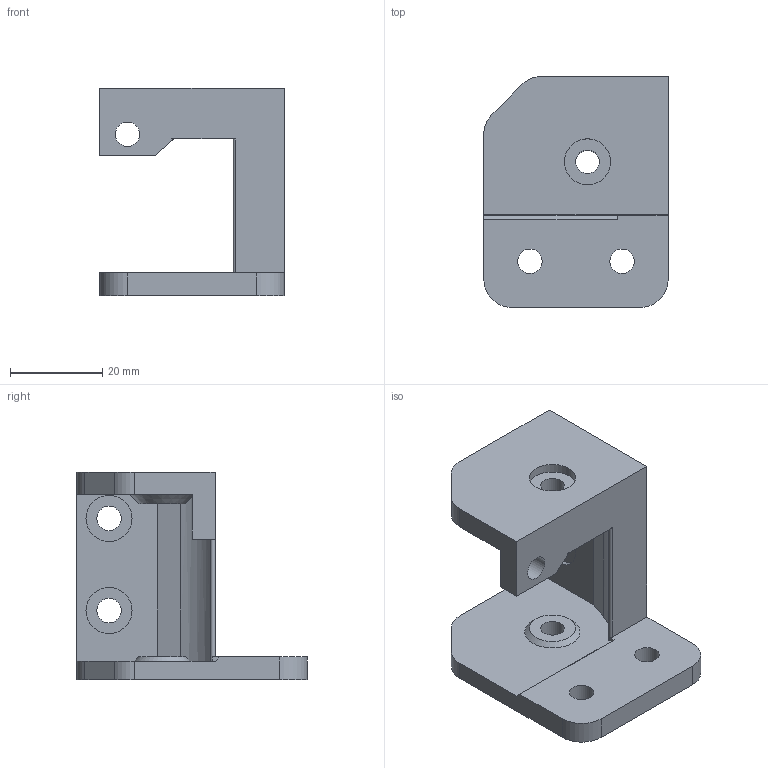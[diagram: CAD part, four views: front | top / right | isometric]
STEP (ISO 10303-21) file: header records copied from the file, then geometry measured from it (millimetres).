
FILE_DESCRIPTION(/* description */ ('STEP AP214'),/* implementation_level */ '2;1');
FILE_NAME(/* name */ '603d0c57ff1694168bfd4390',/* time_stamp */ '2021-03-01T15:46:32+00:00',/* author */ (''),/* organization */ (''),/* preprocessor_version */ 'ST-DEVELOPER v18.1',/* originating_system */ ' ',/* authorisation */ ' ');
FILE_SCHEMA (('AUTOMOTIVE_DESIGN {1 0 10303 214 3 1 1}'));
Length unit declared in the file: metre
Products named in the file (1): corner_left
Bounding box: 40 x 50 x 45 mm (x, y, z)
Volume: 19982.9 mm3; surface area: 10913.2 mm2
Topology: 1 solids, 1 shells, 51 faces, 134 edges, 90 vertices
Faces by surface type: plane 27, cylinder 22, cone 2
Full cylindrical faces by diameter (mm): 5.1 x2, 5.3 x5, 10 x3
Entity records: 1566 total; most frequent: DIRECTION 274, CARTESIAN_POINT 258, ORIENTED_EDGE 238, EDGE_CURVE 119, AXIS2_PLACEMENT_3D 103, VERTEX_POINT 87, EDGE_LOOP 82, FACE_BOUND 82
